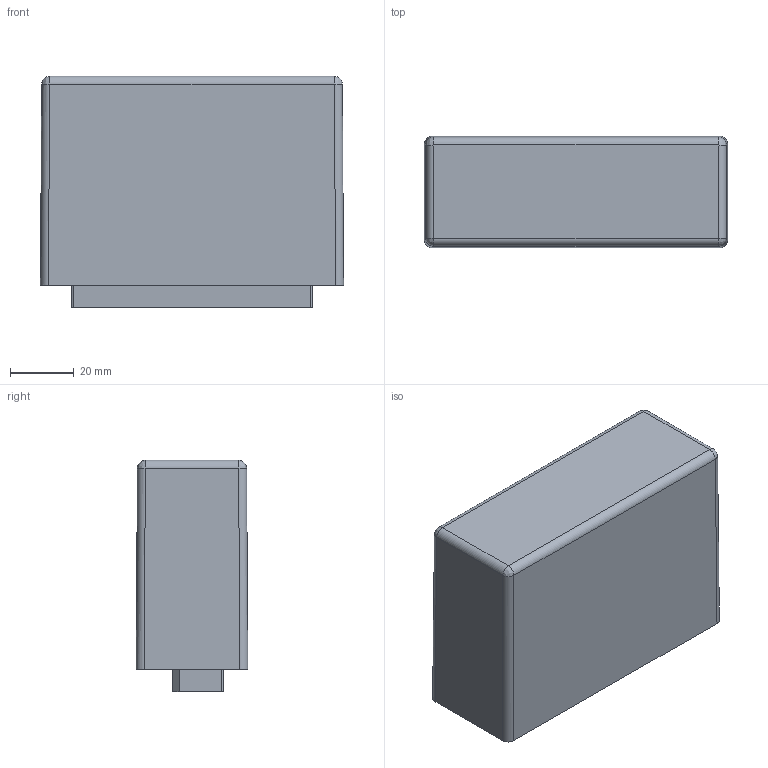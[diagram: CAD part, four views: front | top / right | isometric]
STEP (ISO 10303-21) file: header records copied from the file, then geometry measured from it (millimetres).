
FILE_DESCRIPTION (( 'STEP AP214' ), '1' );
FILE_NAME ('13011_mrs_5x_can_gateway.STEP', '2015-03-04T19:29:27', ( '' ), ( '' ), 'SwSTEP 2.0', 'SolidWorks 2014', '' );
FILE_SCHEMA (( 'AUTOMOTIVE_DESIGN' ));
Length unit declared in the file: millimetre
Products named in the file (1): 13011_mrs_5x_can_gateway
Bounding box: 95 x 35 x 72.5 mm (x, y, z)
Volume: 56134.2 mm3; surface area: 79243.3 mm2
Topology: 350 solids, 350 shells, 4094 faces, 9911 edges, 6583 vertices
Faces by surface type: plane 2868, cylinder 1213, bspline 4, cone 4, torus 4, sphere 1
Entity records: 169597 total; most frequent: CARTESIAN_POINT 20681, DIRECTION 20511, ORIENTED_EDGE 19820, EDGE_CURVE 9910, LINE 7469, VECTOR 7469, VERTEX_POINT 6583, AXIS2_PLACEMENT_3D 6521
